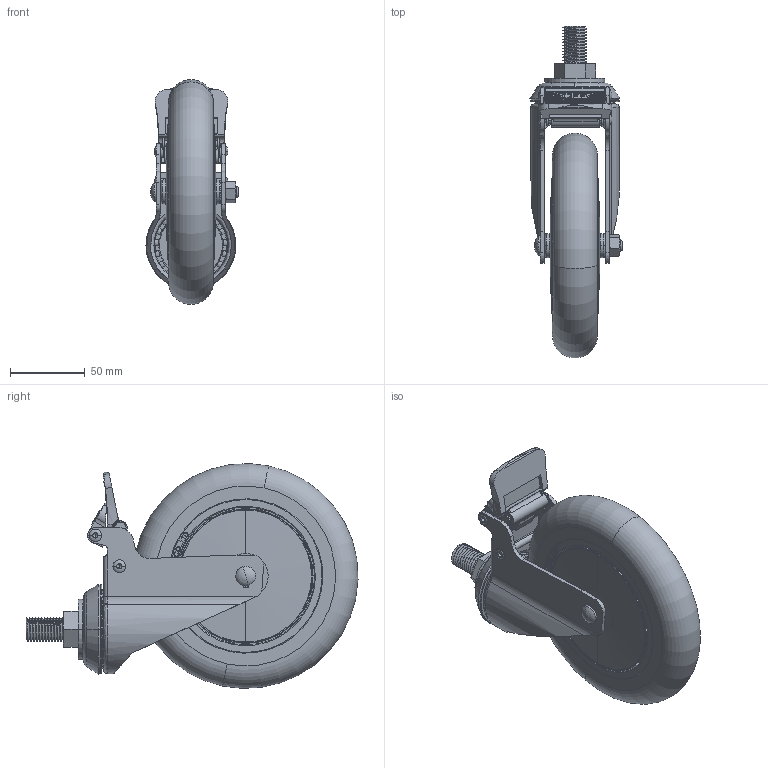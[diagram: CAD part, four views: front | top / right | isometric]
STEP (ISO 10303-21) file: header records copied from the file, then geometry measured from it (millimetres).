
FILE_DESCRIPTION (( 'STEP AP203' ), '1' );
FILE_NAME ('ACLU-150SSB.STEP', '2015-09-18T07:49:40', ( 'WON SINCHUL' ), ( 'Hewlett-Packard Company' ), 'SwSTEP 2.0', 'SolidWorks 2015', '' );
FILE_SCHEMA (( 'CONFIG_CONTROL_DESIGN' ));
Length unit declared in the file: millimetre
Products named in the file (1): ACLU-150SSB
Bounding box: 61.4 x 221.48 x 149.93 mm (x, y, z)
Volume: 477248.5 mm3; surface area: 191669 mm2
Topology: 23 solids, 23 shells, 1612 faces, 4487 edges, 2941 vertices
Faces by surface type: plane 825, cylinder 488, bspline 190, cone 65, torus 44
Entity records: 64090 total; most frequent: CARTESIAN_POINT 24627, ORIENTED_EDGE 8922, DIRECTION 7391, EDGE_CURVE 4461, VERTEX_POINT 2941, AXIS2_PLACEMENT_3D 2522, LINE 2347, VECTOR 2347
